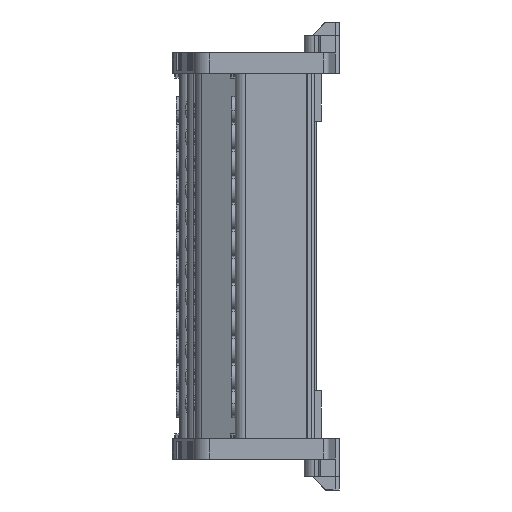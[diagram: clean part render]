
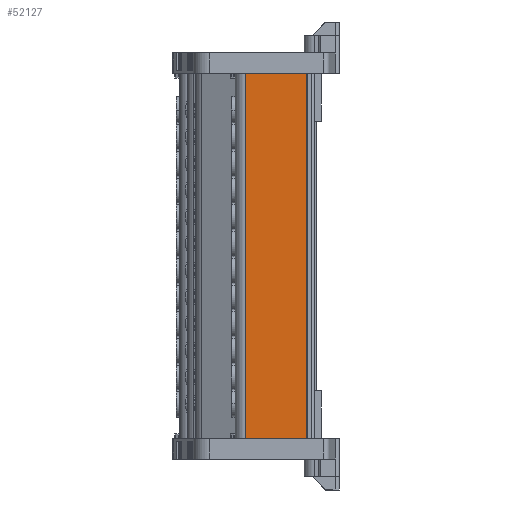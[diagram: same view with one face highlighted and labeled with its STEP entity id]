
A CAD part, left-side view. The second image highlights one B-rep face of the part: STEP entity #52127.
In plain terms, the highlighted planar face has unit normal (-1, 0.018, 0).
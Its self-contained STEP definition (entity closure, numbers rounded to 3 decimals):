
#19795 = ORIENTED_EDGE ( 'NONE', *, *, #110744, .F. ) ;
#19803 = ORIENTED_EDGE ( 'NONE', *, *, #110707, .F. ) ;
#19881 = ORIENTED_EDGE ( 'NONE', *, *, #110153, .F. ) ;
#19894 = ORIENTED_EDGE ( 'NONE', *, *, #110277, .F. ) ;
#35625 = EDGE_LOOP ( 'NONE', ( #19894, #19803, #19795, #19881 ) ) ;
#52127 = ADVANCED_FACE ( 'NONE', ( #94283 ), #94269, .F. ) ;
#62950 = VERTEX_POINT ( 'NONE', #105705 ) ;
#62978 = VERTEX_POINT ( 'NONE', #105793 ) ;
#63114 = VERTEX_POINT ( 'NONE', #105847 ) ;
#63588 = VERTEX_POINT ( 'NONE', #106411 ) ;
#85555 = AXIS2_PLACEMENT_3D ( 'NONE', #94278, #94263, #94282 ) ;
#94263 = DIRECTION ( 'NONE',  ( 1., -0.017, 0. ) ) ;
#94269 = PLANE ( 'NONE',  #85555 ) ;
#94278 = CARTESIAN_POINT ( 'NONE',  ( 353.3, -86.717, -11.091 ) ) ;
#94282 = DIRECTION ( 'NONE',  ( 0.017, 1., 0. ) ) ;
#94283 = FACE_OUTER_BOUND ( 'NONE', #35625, .T. ) ;
#105705 = CARTESIAN_POINT ( 'NONE',  ( 352.899, -109.664, -10.405 ) ) ;
#105793 = CARTESIAN_POINT ( 'NONE',  ( 352.899, -109.664, 96.295 ) ) ;
#105847 = CARTESIAN_POINT ( 'NONE',  ( 353.23, -90.714, 96.295 ) ) ;
#106411 = CARTESIAN_POINT ( 'NONE',  ( 353.23, -90.714, -10.405 ) ) ;
#110153 = EDGE_CURVE ( 'NONE', #62978, #62950, #117044, .T. ) ;
#110277 = EDGE_CURVE ( 'NONE', #63114, #62978, #119392, .T. ) ;
#110707 = EDGE_CURVE ( 'NONE', #63588, #63114, #120899, .T. ) ;
#110744 = EDGE_CURVE ( 'NONE', #62950, #63588, #120994, .T. ) ;
#117044 = LINE ( 'NONE', #117071, #117972 ) ;
#117071 = CARTESIAN_POINT ( 'NONE',  ( 352.899, -109.664, -11.091 ) ) ;
#117116 = DIRECTION ( 'NONE',  ( 0., 0., -1. ) ) ;
#117972 = VECTOR ( 'NONE', #117116, 1000. ) ;
#118118 = VECTOR ( 'NONE', #119395, 1000. ) ;
#118584 = VECTOR ( 'NONE', #120984, 1000. ) ;
#118589 = VECTOR ( 'NONE', #120966, 1000. ) ;
#119392 = LINE ( 'NONE', #119434, #118118 ) ;
#119395 = DIRECTION ( 'NONE',  ( -0.017, -1., 0. ) ) ;
#119434 = CARTESIAN_POINT ( 'NONE',  ( 353.23, -90.714, 96.295 ) ) ;
#120899 = LINE ( 'NONE', #120914, #118589 ) ;
#120914 = CARTESIAN_POINT ( 'NONE',  ( 353.23, -90.714, 2.104 ) ) ;
#120966 = DIRECTION ( 'NONE',  ( 0., 0., 1. ) ) ;
#120984 = DIRECTION ( 'NONE',  ( 0.017, 1., 0. ) ) ;
#120989 = CARTESIAN_POINT ( 'NONE',  ( 352.899, -109.664, -10.405 ) ) ;
#120994 = LINE ( 'NONE', #120989, #118584 ) ;
